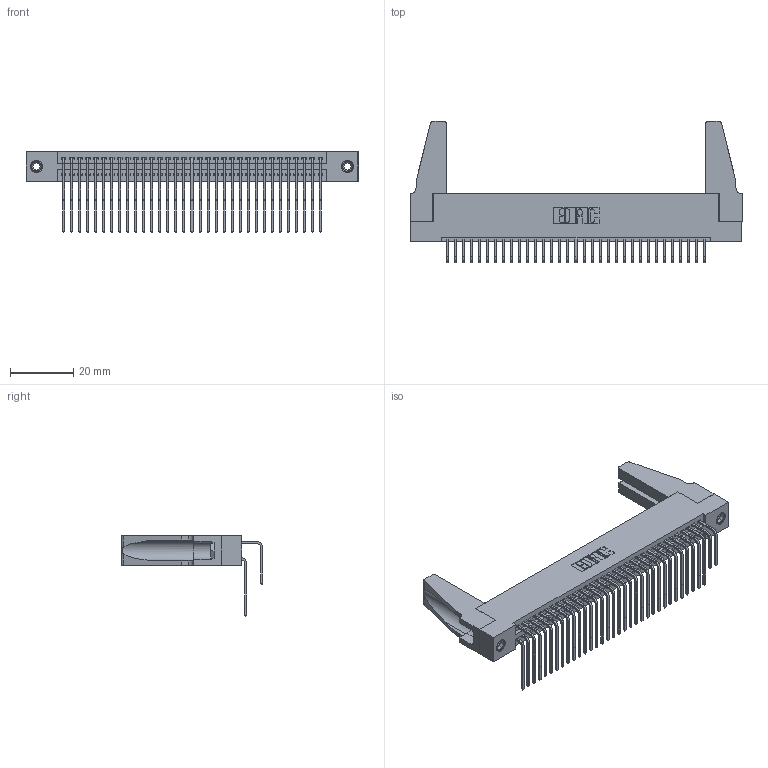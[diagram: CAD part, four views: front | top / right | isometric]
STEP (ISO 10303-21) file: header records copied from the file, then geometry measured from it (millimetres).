
FILE_DESCRIPTION (( 'STEP AP203' ), '1' );
FILE_NAME ('345-066-558-288.STEP', '2019-10-30T18:24:06', ( '' ), ( '' ), 'SwSTEP 2.0', 'SolidWorks 2016', '' );
FILE_SCHEMA (( 'CONFIG_CONTROL_DESIGN' ));
Length unit declared in the file: inch
Products named in the file (6): 345-220-078_345-220-088; 345-250-001_345-250-001-102; 345-066-558-288; 345 Part_Flush Mounting Lugs - 0.156 Dia-TH; 345-292-001_558 Tail - 2; 345-292-001_558 559 Tail - 1
Assembly tree (71 placements, depth 2):
  345-066-558-288
    345 Part_Flush Mounting Lugs - 0.156 Dia-TH
    345-292-001_558 559 Tail - 1  x33
    345-292-001_558 Tail - 2  x33
    345-250-001_345-250-001-102  x2
    345-220-078_345-220-088  x2
Bounding box: 105.05 x 44.69 x 25.53 mm (x, y, z)
Volume: 13754.7 mm3; surface area: 20262.3 mm2
Topology: 71 solids, 71 shells, 3682 faces, 10885 edges, 7158 vertices
Faces by surface type: plane 2462, cylinder 1204, cone 12, torus 4
Entity records: 30904 total; most frequent: CARTESIAN_POINT 5229, ORIENTED_EDGE 5072, DIRECTION 4600, EDGE_CURVE 2536, LINE 2190, VECTOR 2190, VERTEX_POINT 1682, AXIS2_PLACEMENT_3D 1205
